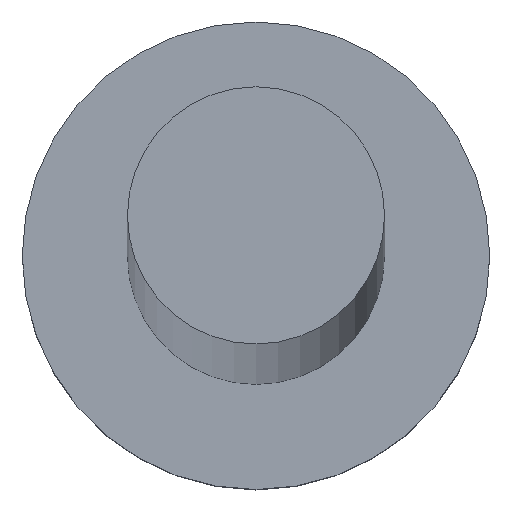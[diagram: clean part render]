
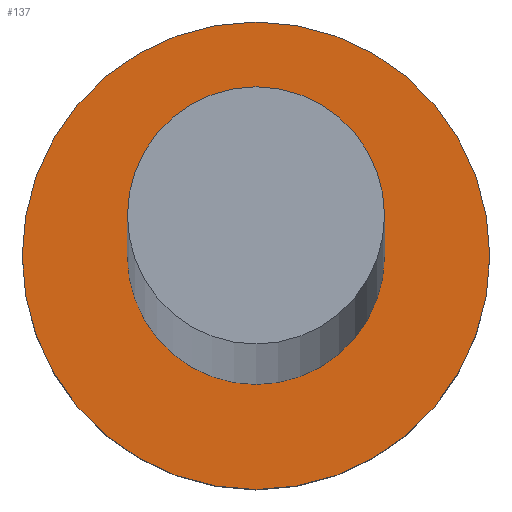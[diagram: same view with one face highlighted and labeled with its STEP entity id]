
A CAD part, top view. The second image highlights one B-rep face of the part: STEP entity #137.
In plain terms, the highlighted planar face has unit normal (0, 0, 1).
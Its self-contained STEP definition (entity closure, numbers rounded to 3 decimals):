
#2 = DIRECTION ( 'NONE',  ( 1., 0., 0. ) ) ;
#7 = ORIENTED_EDGE ( 'NONE', *, *, #31, .F. ) ;
#12 = CIRCLE ( 'NONE', #103, 2. ) ;
#16 = ORIENTED_EDGE ( 'NONE', *, *, #127, .T. ) ;
#24 = EDGE_CURVE ( 'NONE', #207, #173, #12, .T. ) ;
#31 = EDGE_CURVE ( 'NONE', #237, #171, #134, .T. ) ;
#35 = DIRECTION ( 'NONE',  ( 1., 0., 0. ) ) ;
#43 = EDGE_LOOP ( 'NONE', ( #7, #99 ) ) ;
#44 = AXIS2_PLACEMENT_3D ( 'NONE', #135, #233, #152 ) ;
#54 = CIRCLE ( 'NONE', #87, 1.1 ) ;
#59 = CARTESIAN_POINT ( 'NONE',  ( 2., 0., 2. ) ) ;
#71 = DIRECTION ( 'NONE',  ( 0., 0., 1. ) ) ;
#76 = CIRCLE ( 'NONE', #142, 2. ) ;
#80 = CARTESIAN_POINT ( 'NONE',  ( 0., 0., 2. ) ) ;
#84 = EDGE_LOOP ( 'NONE', ( #16, #176 ) ) ;
#87 = AXIS2_PLACEMENT_3D ( 'NONE', #204, #174, #155 ) ;
#99 = ORIENTED_EDGE ( 'NONE', *, *, #106, .F. ) ;
#103 = AXIS2_PLACEMENT_3D ( 'NONE', #129, #234, #166 ) ;
#106 = EDGE_CURVE ( 'NONE', #171, #237, #54, .T. ) ;
#109 = CARTESIAN_POINT ( 'NONE',  ( 1.1, 0., 2. ) ) ;
#116 = FACE_OUTER_BOUND ( 'NONE', #84, .T. ) ;
#119 = FACE_BOUND ( 'NONE', #43, .T. ) ;
#127 = EDGE_CURVE ( 'NONE', #173, #207, #76, .T. ) ;
#129 = CARTESIAN_POINT ( 'NONE',  ( 0., 0., 2. ) ) ;
#134 = CIRCLE ( 'NONE', #223, 1.1 ) ;
#135 = CARTESIAN_POINT ( 'NONE',  ( 0., 0., 2. ) ) ;
#137 = ADVANCED_FACE ( 'NONE', ( #119, #116 ), #255, .T. ) ;
#142 = AXIS2_PLACEMENT_3D ( 'NONE', #80, #217, #2 ) ;
#148 = CARTESIAN_POINT ( 'NONE',  ( -2., 0., 2. ) ) ;
#152 = DIRECTION ( 'NONE',  ( 1., 0., 0. ) ) ;
#155 = DIRECTION ( 'NONE',  ( 1., 0., 0. ) ) ;
#166 = DIRECTION ( 'NONE',  ( 1., 0., 0. ) ) ;
#171 = VERTEX_POINT ( 'NONE', #109 ) ;
#173 = VERTEX_POINT ( 'NONE', #148 ) ;
#174 = DIRECTION ( 'NONE',  ( 0., 0., 1. ) ) ;
#176 = ORIENTED_EDGE ( 'NONE', *, *, #24, .T. ) ;
#201 = CARTESIAN_POINT ( 'NONE',  ( -1.1, 0., 2. ) ) ;
#204 = CARTESIAN_POINT ( 'NONE',  ( 0., 0., 2. ) ) ;
#207 = VERTEX_POINT ( 'NONE', #59 ) ;
#217 = DIRECTION ( 'NONE',  ( 0., 0., 1. ) ) ;
#223 = AXIS2_PLACEMENT_3D ( 'NONE', #251, #71, #35 ) ;
#233 = DIRECTION ( 'NONE',  ( 0., 0., 1. ) ) ;
#234 = DIRECTION ( 'NONE',  ( 0., 0., 1. ) ) ;
#237 = VERTEX_POINT ( 'NONE', #201 ) ;
#251 = CARTESIAN_POINT ( 'NONE',  ( 0., 0., 2. ) ) ;
#255 = PLANE ( 'NONE',  #44 ) ;
